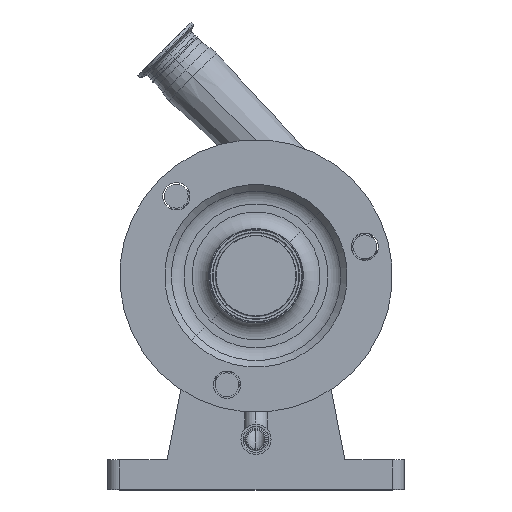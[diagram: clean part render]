
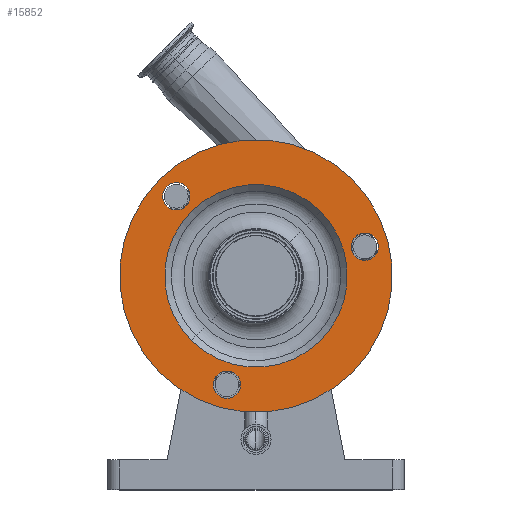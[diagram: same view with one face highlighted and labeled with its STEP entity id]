
A CAD part, top view. The second image highlights one B-rep face of the part: STEP entity #15852.
In plain terms, the highlighted planar face has unit normal (0, 0, 1).
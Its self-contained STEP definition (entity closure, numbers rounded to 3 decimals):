
#335 = VERTEX_POINT ( 'NONE', #18048 ) ;
#379 = VERTEX_POINT ( 'NONE', #18196 ) ;
#394 = VERTEX_POINT ( 'NONE', #18218 ) ;
#401 = VERTEX_POINT ( 'NONE', #18199 ) ;
#402 = EDGE_CURVE ( 'NONE', #335, #401, #18215, .T. ) ;
#406 = VERTEX_POINT ( 'NONE', #18264 ) ;
#414 = EDGE_CURVE ( 'NONE', #379, #406, #18236, .T. ) ;
#418 = EDGE_CURVE ( 'NONE', #394, #429, #18260, .T. ) ;
#420 = VERTEX_POINT ( 'NONE', #18241 ) ;
#429 = VERTEX_POINT ( 'NONE', #18315 ) ;
#462 = VERTEX_POINT ( 'NONE', #18345 ) ;
#464 = EDGE_CURVE ( 'NONE', #462, #420, #18386, .T. ) ;
#499 = EDGE_CURVE ( 'NONE', #501, #503, #18433, .T. ) ;
#501 = VERTEX_POINT ( 'NONE', #18478 ) ;
#503 = VERTEX_POINT ( 'NONE', #18472 ) ;
#15772 = EDGE_LOOP ( 'NONE', ( #15827, #15833 ) ) ;
#15827 = ORIENTED_EDGE ( 'NONE', *, *, #15829, .F. ) ;
#15828 = ORIENTED_EDGE ( 'NONE', *, *, #15841, .F. ) ;
#15829 = EDGE_CURVE ( 'NONE', #401, #335, #25137, .T. ) ;
#15831 = EDGE_LOOP ( 'NONE', ( #15828, #15842 ) ) ;
#15833 = ORIENTED_EDGE ( 'NONE', *, *, #402, .F. ) ;
#15834 = EDGE_CURVE ( 'NONE', #406, #379, #26615, .T. ) ;
#15835 = EDGE_LOOP ( 'NONE', ( #15837, #15836 ) ) ;
#15836 = ORIENTED_EDGE ( 'NONE', *, *, #414, .F. ) ;
#15837 = ORIENTED_EDGE ( 'NONE', *, *, #15834, .F. ) ;
#15838 = ORIENTED_EDGE ( 'NONE', *, *, #499, .F. ) ;
#15839 = ORIENTED_EDGE ( 'NONE', *, *, #464, .T. ) ;
#15841 = EDGE_CURVE ( 'NONE', #429, #394, #26610, .T. ) ;
#15842 = ORIENTED_EDGE ( 'NONE', *, *, #418, .F. ) ;
#15843 = ORIENTED_EDGE ( 'NONE', *, *, #15844, .T. ) ;
#15844 = EDGE_CURVE ( 'NONE', #420, #462, #26596, .T. ) ;
#15845 = EDGE_LOOP ( 'NONE', ( #15839, #15843 ) ) ;
#15852 = ADVANCED_FACE ( 'NONE', ( #26651, #26586, #26648, #26642, #26641 ), #26614, .F. ) ;
#15856 = EDGE_CURVE ( 'NONE', #503, #501, #26632, .T. ) ;
#15893 = EDGE_LOOP ( 'NONE', ( #15894, #15838 ) ) ;
#15894 = ORIENTED_EDGE ( 'NONE', *, *, #15856, .F. ) ;
#18048 = CARTESIAN_POINT ( 'NONE',  ( 88.787, 35.696, 215. ) ) ;
#18196 = CARTESIAN_POINT ( 'NONE',  ( -13.48, -94.739, 215. ) ) ;
#18199 = CARTESIAN_POINT ( 'NONE',  ( 94.739, 13.48, 215. ) ) ;
#18208 = AXIS2_PLACEMENT_3D ( 'NONE', #18263, #18262, #18261 ) ;
#18215 = CIRCLE ( 'NONE', #18208, 11.5 ) ;
#18218 = CARTESIAN_POINT ( 'NONE',  ( -75.307, 59.043, 215. ) ) ;
#18231 = AXIS2_PLACEMENT_3D ( 'NONE', #18237, #18282, #18281 ) ;
#18232 = DIRECTION ( 'NONE',  ( -0.966, 0.259, 0. ) ) ;
#18233 = DIRECTION ( 'NONE',  ( 0., 0., 1. ) ) ;
#18234 = CARTESIAN_POINT ( 'NONE',  ( -24.588, -91.763, 215. ) ) ;
#18235 = AXIS2_PLACEMENT_3D ( 'NONE', #18234, #18233, #18232 ) ;
#18236 = CIRCLE ( 'NONE', #18235, 11.5 ) ;
#18237 = CARTESIAN_POINT ( 'NONE',  ( -67.175, 67.175, 215. ) ) ;
#18241 = CARTESIAN_POINT ( 'NONE',  ( -81.317, -81.317, 215. ) ) ;
#18260 = CIRCLE ( 'NONE', #18231, 11.5 ) ;
#18261 = DIRECTION ( 'NONE',  ( 0.259, -0.966, 0. ) ) ;
#18262 = DIRECTION ( 'NONE',  ( 0., 0., 1. ) ) ;
#18263 = CARTESIAN_POINT ( 'NONE',  ( 91.763, 24.588, 215. ) ) ;
#18264 = CARTESIAN_POINT ( 'NONE',  ( -35.696, -88.787, 215. ) ) ;
#18281 = DIRECTION ( 'NONE',  ( 0.707, 0.707, 0. ) ) ;
#18282 = DIRECTION ( 'NONE',  ( 0., 0., 1. ) ) ;
#18315 = CARTESIAN_POINT ( 'NONE',  ( -59.043, 75.307, 215. ) ) ;
#18345 = CARTESIAN_POINT ( 'NONE',  ( 81.317, 81.317, 215. ) ) ;
#18367 = DIRECTION ( 'NONE',  ( 0.707, 0.707, 0. ) ) ;
#18368 = DIRECTION ( 'NONE',  ( 0., 0., 1. ) ) ;
#18369 = CARTESIAN_POINT ( 'NONE',  ( 0., 0., 215. ) ) ;
#18374 = AXIS2_PLACEMENT_3D ( 'NONE', #18369, #18368, #18367 ) ;
#18386 = CIRCLE ( 'NONE', #18374, 115. ) ;
#18432 = AXIS2_PLACEMENT_3D ( 'NONE', #18473, #18468, #18467 ) ;
#18433 = CIRCLE ( 'NONE', #18432, 77. ) ;
#18467 = DIRECTION ( 'NONE',  ( 0.707, 0.707, 0. ) ) ;
#18468 = DIRECTION ( 'NONE',  ( 0., 0., 1. ) ) ;
#18472 = CARTESIAN_POINT ( 'NONE',  ( 54.447, 54.447, 215. ) ) ;
#18473 = CARTESIAN_POINT ( 'NONE',  ( 0., 0., 215. ) ) ;
#18478 = CARTESIAN_POINT ( 'NONE',  ( -54.447, -54.447, 215. ) ) ;
#25137 = CIRCLE ( 'NONE', #25160, 11.5 ) ;
#25159 = CARTESIAN_POINT ( 'NONE',  ( 91.763, 24.588, 215. ) ) ;
#25160 = AXIS2_PLACEMENT_3D ( 'NONE', #25159, #25411, #25410 ) ;
#25410 = DIRECTION ( 'NONE',  ( 0.259, -0.966, 0. ) ) ;
#25411 = DIRECTION ( 'NONE',  ( 0., 0., 1. ) ) ;
#26584 = DIRECTION ( 'NONE',  ( -0.707, -0.707, 0. ) ) ;
#26585 = DIRECTION ( 'NONE',  ( 0., 0., -1. ) ) ;
#26586 = FACE_BOUND ( 'NONE', #15835, .T. ) ;
#26588 = DIRECTION ( 'NONE',  ( 0.707, 0.707, 0. ) ) ;
#26589 = DIRECTION ( 'NONE',  ( 0., 0., 1. ) ) ;
#26590 = CARTESIAN_POINT ( 'NONE',  ( -27.577, 27.577, 215. ) ) ;
#26591 = CARTESIAN_POINT ( 'NONE',  ( 0., 0., 215. ) ) ;
#26593 = DIRECTION ( 'NONE',  ( 0.707, 0.707, 0. ) ) ;
#26594 = DIRECTION ( 'NONE',  ( 0., 0., 1. ) ) ;
#26596 = CIRCLE ( 'NONE', #26604, 115. ) ;
#26599 = DIRECTION ( 'NONE',  ( -0.966, 0.259, 0. ) ) ;
#26601 = DIRECTION ( 'NONE',  ( 0., 0., 1. ) ) ;
#26602 = CARTESIAN_POINT ( 'NONE',  ( -24.588, -91.763, 215. ) ) ;
#26603 = AXIS2_PLACEMENT_3D ( 'NONE', #26602, #26601, #26599 ) ;
#26604 = AXIS2_PLACEMENT_3D ( 'NONE', #26591, #26589, #26588 ) ;
#26610 = CIRCLE ( 'NONE', #26617, 11.5 ) ;
#26614 = PLANE ( 'NONE',  #26640 ) ;
#26615 = CIRCLE ( 'NONE', #26603, 11.5 ) ;
#26616 = CARTESIAN_POINT ( 'NONE',  ( -67.175, 67.175, 215. ) ) ;
#26617 = AXIS2_PLACEMENT_3D ( 'NONE', #26616, #26594, #26593 ) ;
#26619 = DIRECTION ( 'NONE',  ( 0.707, 0.707, 0. ) ) ;
#26620 = DIRECTION ( 'NONE',  ( 0., 0., 1. ) ) ;
#26628 = CARTESIAN_POINT ( 'NONE',  ( 0., 0., 215. ) ) ;
#26629 = AXIS2_PLACEMENT_3D ( 'NONE', #26628, #26620, #26619 ) ;
#26632 = CIRCLE ( 'NONE', #26629, 77. ) ;
#26640 = AXIS2_PLACEMENT_3D ( 'NONE', #26590, #26585, #26584 ) ;
#26641 = FACE_BOUND ( 'NONE', #15893, .T. ) ;
#26642 = FACE_OUTER_BOUND ( 'NONE', #15845, .T. ) ;
#26648 = FACE_BOUND ( 'NONE', #15831, .T. ) ;
#26651 = FACE_BOUND ( 'NONE', #15772, .T. ) ;
